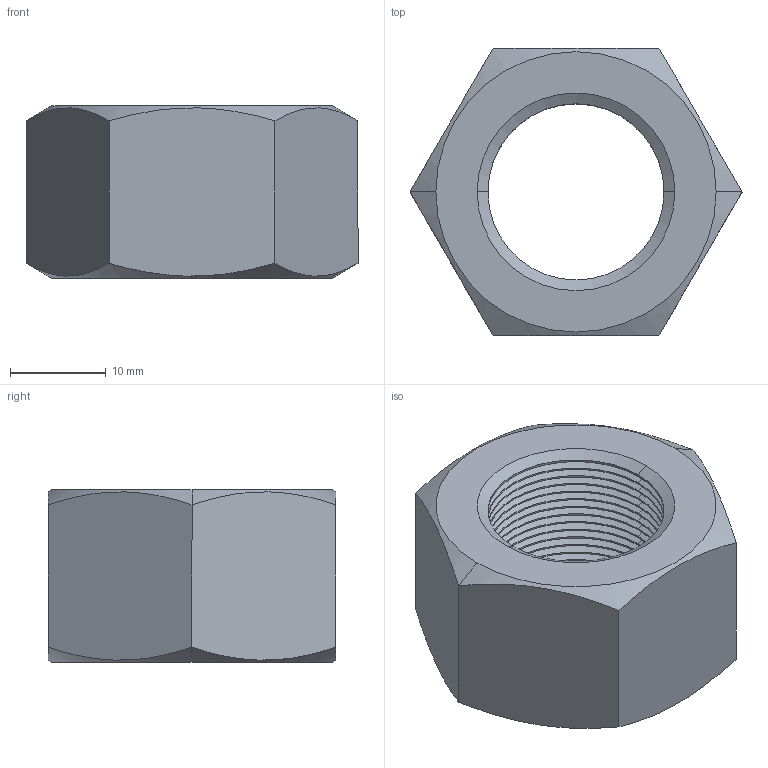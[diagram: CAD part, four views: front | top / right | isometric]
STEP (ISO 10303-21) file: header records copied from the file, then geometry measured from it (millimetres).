
FILE_DESCRIPTION (( 'STEP AP214' ), '1' );
FILE_NAME ('M20-B.STEP', '2021-10-17T16:38:56', ( 'China' ), ( 'Home' ), 'SwSTEP 2.0', 'SolidWorks 2018', '' );
FILE_SCHEMA (( 'AUTOMOTIVE_DESIGN' ));
Length unit declared in the file: millimetre
Products named in the file (1): M20-B
Bounding box: 34.64 x 30 x 18 mm (x, y, z)
Volume: 8829.3 mm3; surface area: 4627 mm2
Topology: 1 solids, 1 shells, 118 faces, 240 edges, 124 vertices
Faces by surface type: cone 76, cylinder 34, plane 8
Entity records: 3146 total; most frequent: CARTESIAN_POINT 623, DIRECTION 578, ORIENTED_EDGE 480, EDGE_CURVE 240, AXIS2_PLACEMENT_3D 231, VERTEX_POINT 124, EDGE_LOOP 120, FACE_OUTER_BOUND 118
